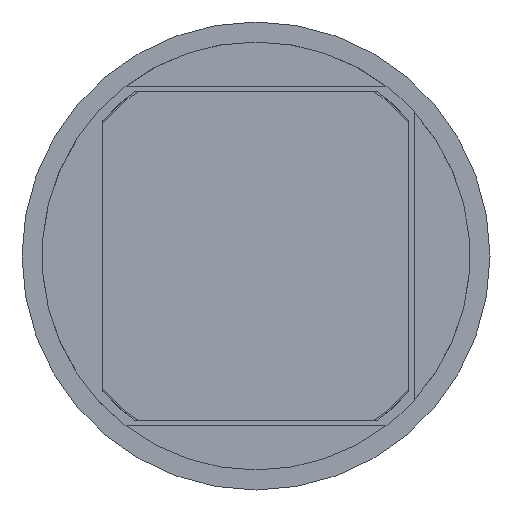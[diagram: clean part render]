
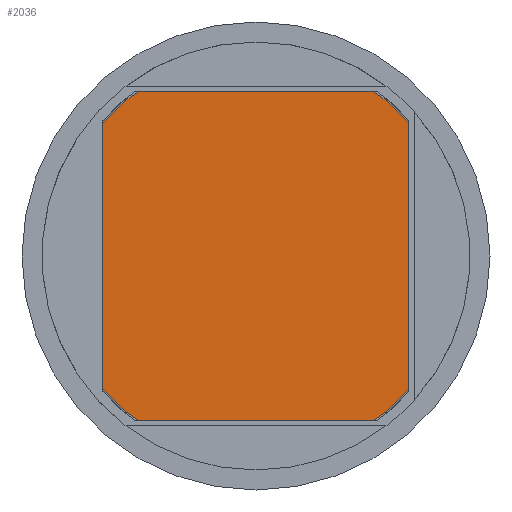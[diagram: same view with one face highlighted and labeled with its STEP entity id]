
A CAD part, front view. The second image highlights one B-rep face of the part: STEP entity #2036.
In plain terms, the highlighted planar face has unit normal (0, -1, 0).
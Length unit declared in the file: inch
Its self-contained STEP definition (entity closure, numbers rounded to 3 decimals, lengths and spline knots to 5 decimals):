
#79 = AXIS2_PLACEMENT_3D ( 'NONE', #332, #2207, #619 ) ;
#149 = ORIENTED_EDGE ( 'NONE', *, *, #2653, .T. ) ;
#176 = CARTESIAN_POINT ( 'NONE',  ( 1.35355, 0., 3.75984 ) ) ;
#224 = FACE_OUTER_BOUND ( 'NONE', #1730, .T. ) ;
#260 = DIRECTION ( 'NONE',  ( 0., 1., 0. ) ) ;
#306 = AXIS2_PLACEMENT_3D ( 'NONE', #974, #2811, #1254 ) ;
#332 = CARTESIAN_POINT ( 'NONE',  ( 0., 0., 0. ) ) ;
#394 = CARTESIAN_POINT ( 'NONE',  ( 3.74016, 0., 0.11811 ) ) ;
#429 = DIRECTION ( 'NONE',  ( 0., 1., 0. ) ) ;
#532 = VERTEX_POINT ( 'NONE', #891 ) ;
#619 = DIRECTION ( 'NONE',  ( 0., 0., -1. ) ) ;
#660 = DIRECTION ( 'NONE',  ( 0., 1., 0. ) ) ;
#711 = CARTESIAN_POINT ( 'NONE',  ( 3.74016, 0., -0.11811 ) ) ;
#810 = EDGE_CURVE ( 'NONE', #532, #2024, #2262, .T. ) ;
#881 = VERTEX_POINT ( 'NONE', #711 ) ;
#891 = CARTESIAN_POINT ( 'NONE',  ( -3.74016, 0., 0.11811 ) ) ;
#903 = ORIENTED_EDGE ( 'NONE', *, *, #2238, .T. ) ;
#923 = VERTEX_POINT ( 'NONE', #176 ) ;
#974 = CARTESIAN_POINT ( 'NONE',  ( 3.74016, 0., 0. ) ) ;
#1049 = DIRECTION ( 'NONE',  ( -1., 0., 0. ) ) ;
#1085 = EDGE_LOOP ( 'NONE', ( #3022, #2228 ) ) ;
#1175 = CIRCLE ( 'NONE', #1873, 0.11811 ) ;
#1254 = DIRECTION ( 'NONE',  ( 0., 0., 1. ) ) ;
#1315 = ORIENTED_EDGE ( 'NONE', *, *, #1552, .F. ) ;
#1361 = AXIS2_PLACEMENT_3D ( 'NONE', #2033, #429, #2306 ) ;
#1369 = CARTESIAN_POINT ( 'NONE',  ( 3.74016, 0., 0. ) ) ;
#1487 = CARTESIAN_POINT ( 'NONE',  ( 0., 0., -3.99606 ) ) ;
#1524 = AXIS2_PLACEMENT_3D ( 'NONE', #3158, #1592, #3414 ) ;
#1552 = EDGE_CURVE ( 'NONE', #3099, #1933, #1834, .T. ) ;
#1592 = DIRECTION ( 'NONE',  ( 0., 1., 0. ) ) ;
#1617 = DIRECTION ( 'NONE',  ( 0., 0., 1. ) ) ;
#1656 = FACE_BOUND ( 'NONE', #1085, .T. ) ;
#1730 = EDGE_LOOP ( 'NONE', ( #149, #1315, #3132 ) ) ;
#1807 = LINE ( 'NONE', #2893, #3117 ) ;
#1834 = CIRCLE ( 'NONE', #3016, 3.99606 ) ;
#1873 = AXIS2_PLACEMENT_3D ( 'NONE', #1369, #3184, #1617 ) ;
#1886 = CARTESIAN_POINT ( 'NONE',  ( -3.74016, 0., 0. ) ) ;
#1896 = EDGE_CURVE ( 'NONE', #2470, #881, #2031, .T. ) ;
#1933 = VERTEX_POINT ( 'NONE', #2014 ) ;
#2002 = CIRCLE ( 'NONE', #3073, 0.11811 ) ;
#2014 = CARTESIAN_POINT ( 'NONE',  ( -1.35355, 0., 3.75984 ) ) ;
#2024 = VERTEX_POINT ( 'NONE', #3146 ) ;
#2031 = CIRCLE ( 'NONE', #306, 0.11811 ) ;
#2033 = CARTESIAN_POINT ( 'NONE',  ( -3.74016, 0., 0. ) ) ;
#2036 = ADVANCED_FACE ( 'N', ( #224, #1656, #2975 ), #2887, .F. ) ;
#2139 = DIRECTION ( 'NONE',  ( 0., 0., 1. ) ) ;
#2207 = DIRECTION ( 'NONE',  ( 0., 1., 0. ) ) ;
#2228 = ORIENTED_EDGE ( 'NONE', *, *, #2779, .T. ) ;
#2238 = EDGE_CURVE ( 'NONE', #881, #2470, #1175, .T. ) ;
#2253 = CIRCLE ( 'NONE', #79, 3.99606 ) ;
#2257 = CARTESIAN_POINT ( 'NONE',  ( 0., 0., 0. ) ) ;
#2262 = CIRCLE ( 'NONE', #1361, 0.11811 ) ;
#2306 = DIRECTION ( 'NONE',  ( 0., 0., 1. ) ) ;
#2470 = VERTEX_POINT ( 'NONE', #394 ) ;
#2513 = DIRECTION ( 'NONE',  ( 0., 0., -1. ) ) ;
#2653 = EDGE_CURVE ( 'NONE', #923, #1933, #1807, .T. ) ;
#2779 = EDGE_CURVE ( 'NONE', #2024, #532, #2002, .T. ) ;
#2811 = DIRECTION ( 'NONE',  ( 0., 1., 0. ) ) ;
#2814 = EDGE_LOOP ( 'NONE', ( #2972, #903 ) ) ;
#2887 = PLANE ( 'NONE',  #1524 ) ;
#2893 = CARTESIAN_POINT ( 'NONE',  ( -1.35355, 0., 3.75984 ) ) ;
#2972 = ORIENTED_EDGE ( 'NONE', *, *, #1896, .T. ) ;
#2975 = FACE_BOUND ( 'NONE', #2814, .T. ) ;
#2996 = EDGE_CURVE ( 'NONE', #923, #3099, #2253, .T. ) ;
#3016 = AXIS2_PLACEMENT_3D ( 'NONE', #2257, #660, #2513 ) ;
#3022 = ORIENTED_EDGE ( 'NONE', *, *, #810, .T. ) ;
#3073 = AXIS2_PLACEMENT_3D ( 'NONE', #1886, #260, #2139 ) ;
#3099 = VERTEX_POINT ( 'NONE', #1487 ) ;
#3117 = VECTOR ( 'NONE', #1049, 39.37008 ) ;
#3132 = ORIENTED_EDGE ( 'NONE', *, *, #2996, .F. ) ;
#3146 = CARTESIAN_POINT ( 'NONE',  ( -3.74016, 0., -0.11811 ) ) ;
#3158 = CARTESIAN_POINT ( 'NONE',  ( 0., 0., 0. ) ) ;
#3184 = DIRECTION ( 'NONE',  ( 0., 1., 0. ) ) ;
#3414 = DIRECTION ( 'NONE',  ( 0., 0., 1. ) ) ;
